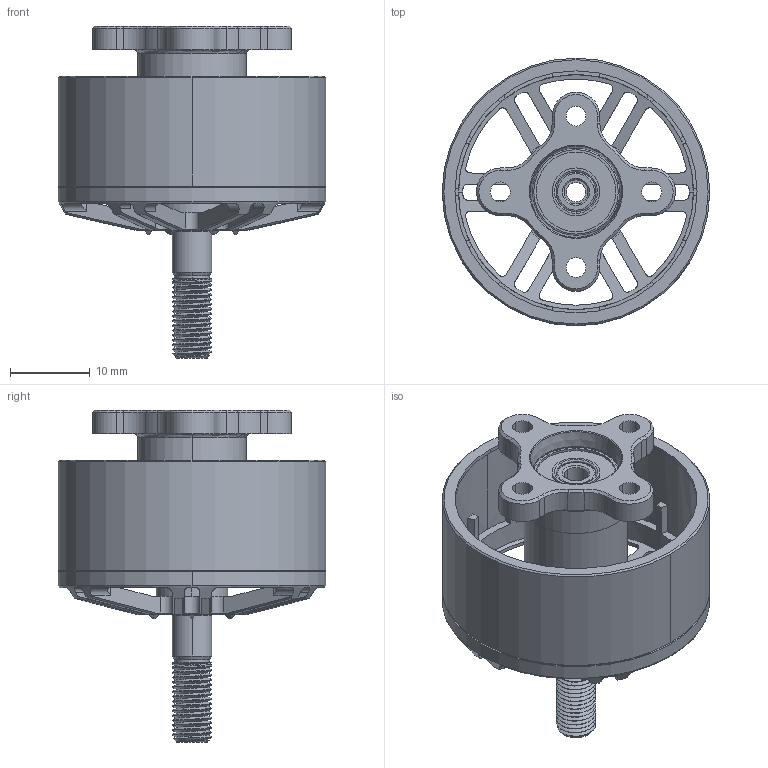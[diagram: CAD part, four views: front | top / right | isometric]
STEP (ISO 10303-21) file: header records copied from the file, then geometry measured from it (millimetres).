
FILE_DESCRIPTION((''),'2;1');
FILE_NAME('BSC_2812','2024-07-11T15:32:10',('Administrator'),(''),'CREO PARAMETRIC BY PTC INC, 2020053','CREO PARAMETRIC BY PTC INC, 2020053','');
FILE_SCHEMA(('CONFIG_CONTROL_DESIGN'));
Length unit declared in the file: millimetre
Products named in the file (1): BSC_2812
Bounding box: 33.6 x 33.6 x 41.7 mm (x, y, z)
Volume: 5509.2 mm3; surface area: 8031.3 mm2
Topology: 1 solids, 9 shells, 735 faces, 2055 edges, 1337 vertices
Faces by surface type: cylinder 298, plane 294, cone 73, bspline 46, torus 24
Entity records: 28346 total; most frequent: CARTESIAN_POINT 9888, ORIENTED_EDGE 4110, DIRECTION 3580, EDGE_CURVE 2055, AXIS2_PLACEMENT_3D 1359, VERTEX_POINT 1337, VECTOR 862, LINE 862
